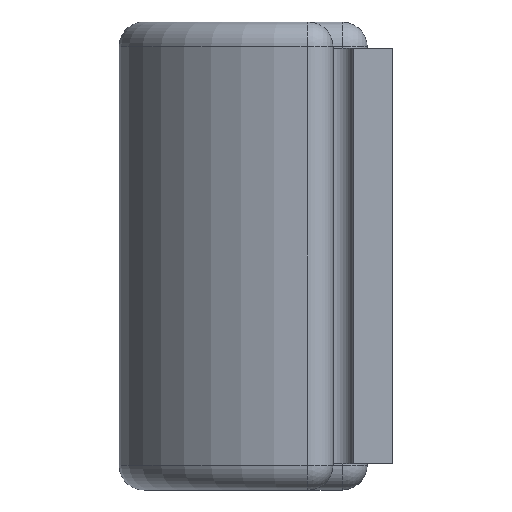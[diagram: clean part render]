
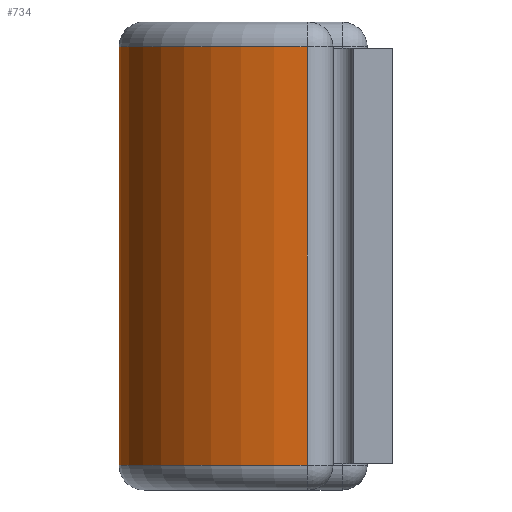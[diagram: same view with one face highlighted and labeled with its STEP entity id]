
A CAD part, left-side view. The second image highlights one B-rep face of the part: STEP entity #734.
In plain terms, the highlighted cylindrical face has radius 5.982 mm (diameter 11.963 mm), a partial arc.
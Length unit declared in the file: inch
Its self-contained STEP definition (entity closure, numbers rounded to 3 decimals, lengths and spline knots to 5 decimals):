
#8 = VECTOR ( 'NONE', #557, 39.37008 ) ;
#45 = CIRCLE ( 'NONE', #1086, 0.2355 ) ;
#133 = CARTESIAN_POINT ( 'NONE',  ( 0.75, 0.09375, 0.25 ) ) ;
#153 = CARTESIAN_POINT ( 'NONE',  ( 0.51469, 0.1032, 0.25125 ) ) ;
#286 = CARTESIAN_POINT ( 'NONE',  ( 0.9855, 0.09375, -0.25125 ) ) ;
#320 = VERTEX_POINT ( 'NONE', #1377 ) ;
#333 = CIRCLE ( 'NONE', #929, 0.2355 ) ;
#350 = ORIENTED_EDGE ( 'NONE', *, *, #1460, .T. ) ;
#373 = AXIS2_PLACEMENT_3D ( 'NONE', #133, #1585, #938 ) ;
#441 = LINE ( 'NONE', #286, #8 ) ;
#513 = DIRECTION ( 'NONE',  ( 0., 0., 1. ) ) ;
#542 = VECTOR ( 'NONE', #1649, 39.37008 ) ;
#557 = DIRECTION ( 'NONE',  ( 0., 0., 1. ) ) ;
#569 = VERTEX_POINT ( 'NONE', #754 ) ;
#700 = CARTESIAN_POINT ( 'NONE',  ( 0.75, 0.09375, 0.25125 ) ) ;
#734 = ADVANCED_FACE ( 'NONE', ( #904 ), #737, .T. ) ;
#737 = CYLINDRICAL_SURFACE ( 'NONE', #373, 0.2355 ) ;
#754 = CARTESIAN_POINT ( 'NONE',  ( 0.9855, 0.09375, 0.25125 ) ) ;
#765 = VERTEX_POINT ( 'NONE', #153 ) ;
#809 = CARTESIAN_POINT ( 'NONE',  ( 0.9855, 0.09375, -0.25125 ) ) ;
#823 = EDGE_CURVE ( 'NONE', #569, #765, #45, .T. ) ;
#834 = DIRECTION ( 'NONE',  ( 1., 0., 0. ) ) ;
#851 = EDGE_CURVE ( 'NONE', #1212, #569, #441, .T. ) ;
#904 = FACE_OUTER_BOUND ( 'NONE', #1495, .T. ) ;
#929 = AXIS2_PLACEMENT_3D ( 'NONE', #1305, #513, #1434 ) ;
#938 = DIRECTION ( 'NONE',  ( 1., 0., 0. ) ) ;
#968 = CARTESIAN_POINT ( 'NONE',  ( 0.51469, 0.1032, 0.25 ) ) ;
#1086 = AXIS2_PLACEMENT_3D ( 'NONE', #700, #1615, #834 ) ;
#1118 = EDGE_CURVE ( 'NONE', #1212, #320, #333, .T. ) ;
#1212 = VERTEX_POINT ( 'NONE', #809 ) ;
#1248 = LINE ( 'NONE', #968, #542 ) ;
#1263 = ORIENTED_EDGE ( 'NONE', *, *, #851, .F. ) ;
#1305 = CARTESIAN_POINT ( 'NONE',  ( 0.75, 0.09375, -0.25125 ) ) ;
#1377 = CARTESIAN_POINT ( 'NONE',  ( 0.51469, 0.1032, -0.25125 ) ) ;
#1434 = DIRECTION ( 'NONE',  ( 1., 0., 0. ) ) ;
#1438 = ORIENTED_EDGE ( 'NONE', *, *, #823, .F. ) ;
#1460 = EDGE_CURVE ( 'NONE', #320, #765, #1248, .T. ) ;
#1495 = EDGE_LOOP ( 'NONE', ( #1655, #350, #1438, #1263 ) ) ;
#1585 = DIRECTION ( 'NONE',  ( 0., 0., 1. ) ) ;
#1615 = DIRECTION ( 'NONE',  ( 0., 0., 1. ) ) ;
#1649 = DIRECTION ( 'NONE',  ( 0., 0., 1. ) ) ;
#1655 = ORIENTED_EDGE ( 'NONE', *, *, #1118, .T. ) ;
